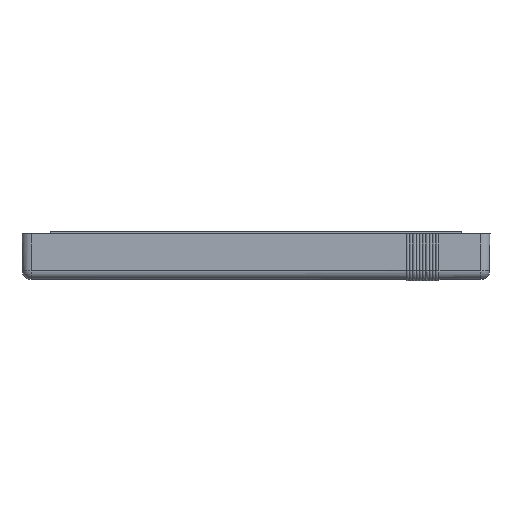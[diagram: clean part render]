
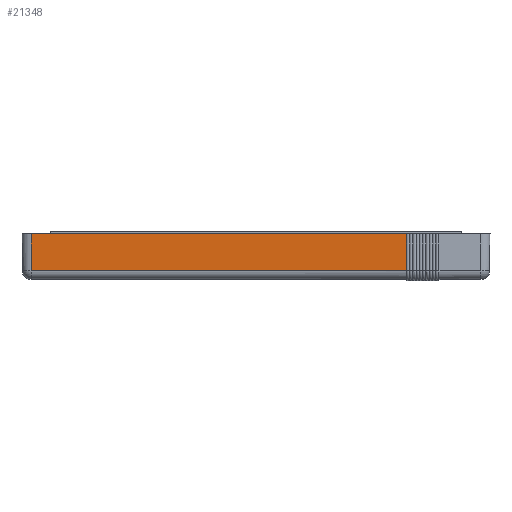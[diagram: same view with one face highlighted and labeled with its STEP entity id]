
A CAD part, front view. The second image highlights one B-rep face of the part: STEP entity #21348.
In plain terms, the highlighted planar face has unit normal (0, -1, -0.023).
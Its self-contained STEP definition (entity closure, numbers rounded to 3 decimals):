
#199=CARTESIAN_POINT('',(57.513,-77.25,8.75));
#200=VERTEX_POINT('',#199);
#17800=CARTESIAN_POINT('',(57.513,-76.928,-5.33));
#17801=VERTEX_POINT('',#17800);
#17859=CARTESIAN_POINT('',(57.513,-76.928,-5.33));
#17860=DIRECTION('',(0.,-0.023,1.));
#17861=VECTOR('',#17860,14.084);
#17862=LINE('',#17859,#17861);
#17863=EDGE_CURVE('',#17801,#200,#17862,.T.);
#21147=CARTESIAN_POINT('',(-86.,-76.928,-5.33));
#21148=VERTEX_POINT('',#21147);
#21149=CARTESIAN_POINT('',(57.513,-76.928,-5.33));
#21150=DIRECTION('',(-1.0,0.0,0.0));
#21151=VECTOR('',#21150,143.513);
#21152=LINE('',#21149,#21151);
#21153=EDGE_CURVE('',#17801,#21148,#21152,.T.);
#21325=CARTESIAN_POINT('',(0.0,-77.25,8.75));
#21326=DIRECTION('',(0.0,-1.,-0.023));
#21327=DIRECTION('',(0.0,0.023,-1.));
#21328=AXIS2_PLACEMENT_3D('',#21325,#21326,#21327);
#21329=PLANE('',#21328);
#21330=ORIENTED_EDGE('',*,*,#17863,.T.);
#21331=CARTESIAN_POINT('',(-86.,-77.25,8.75));
#21332=VERTEX_POINT('',#21331);
#21333=CARTESIAN_POINT('',(-86.,-77.25,8.75));
#21334=DIRECTION('',(1.0,0.0,0.0));
#21335=VECTOR('',#21334,143.513);
#21336=LINE('',#21333,#21335);
#21337=EDGE_CURVE('',#21332,#200,#21336,.T.);
#21338=ORIENTED_EDGE('',*,*,#21337,.F.);
#21339=CARTESIAN_POINT('',(-86.,-76.928,-5.33));
#21340=DIRECTION('',(0.0,-0.023,1.));
#21341=VECTOR('',#21340,14.084);
#21342=LINE('',#21339,#21341);
#21343=EDGE_CURVE('',#21148,#21332,#21342,.T.);
#21344=ORIENTED_EDGE('',*,*,#21343,.F.);
#21345=ORIENTED_EDGE('',*,*,#21153,.F.);
#21346=EDGE_LOOP('',(#21330,#21338,#21344,#21345));
#21347=FACE_OUTER_BOUND('',#21346,.T.);
#21348=ADVANCED_FACE('',(#21347),#21329,.T.);
